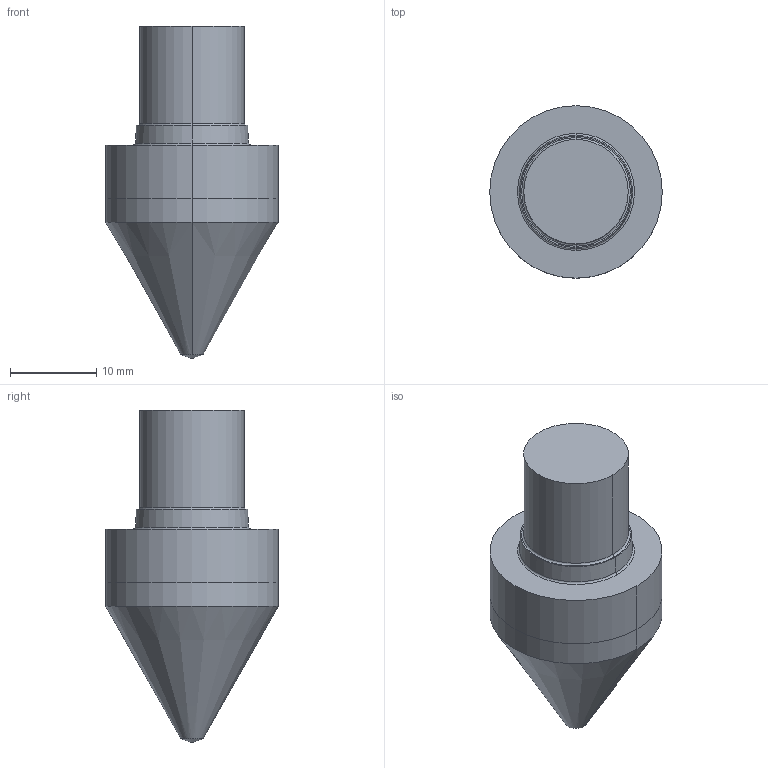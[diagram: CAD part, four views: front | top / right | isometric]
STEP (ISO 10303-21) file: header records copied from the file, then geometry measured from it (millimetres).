
FILE_DESCRIPTION((''),'2;1');
FILE_NAME('45M20018TSRA30','2015-11-28T',('schorn'),(''),'PRO/ENGINEER BY PARAMETRIC TECHNOLOGY CORPORATION, 2011490','PRO/ENGINEER BY PARAMETRIC TECHNOLOGY CORPORATION, 2011490','');
FILE_SCHEMA(('AUTOMOTIVE_DESIGN { 1 2 10303 214 0 1 1 1 }'));
Length unit declared in the file: millimetre
Products named in the file (3): NOCUT; CUT; 45M20018TSRA30
Assembly tree (2 placements, depth 2):
  45M20018TSRA30
    NOCUT
    CUT
Bounding box: 20 x 20 x 38.5 mm (x, y, z)
Volume: 6297.6 mm3; surface area: 2658.2 mm2
Topology: 2 solids, 2 shells, 22 faces, 42 edges, 28 vertices
Faces by surface type: plane 6, cylinder 6, cone 6, torus 4
Entity records: 940 total; most frequent: DIRECTION 142, CARTESIAN_POINT 109, ORIENTED_EDGE 80, AXIS2_PLACEMENT_3D 64, PRESENTATION_STYLE_ASSIGNMENT 49, STYLED_ITEM 49, CURVE_STYLE 47, EDGE_CURVE 40
